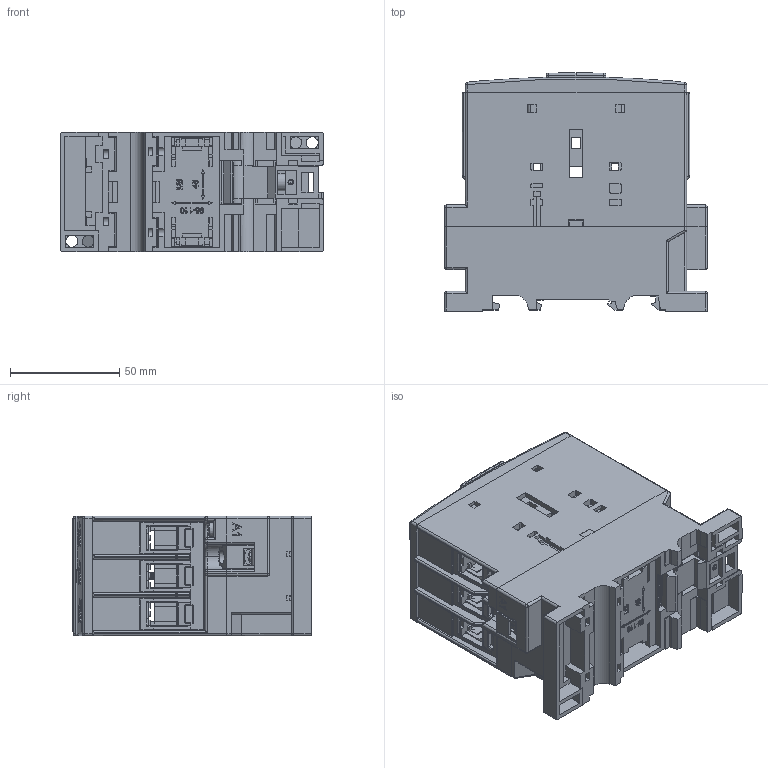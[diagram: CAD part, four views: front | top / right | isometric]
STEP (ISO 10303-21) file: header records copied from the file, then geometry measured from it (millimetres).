
FILE_DESCRIPTION (( 'STEP AP203' ), '1' );
FILE_NAME ('CNN 60.STEP', '2013-11-15T11:55:04', ( 'Dzalev Ljupco' ), ( 'RK' ), 'SwSTEP 2.0', 'SolidWorks 2011', '' );
FILE_SCHEMA (( 'CONFIG_CONTROL_DESIGN' ));
Products named in the file (1): CNN 60
Bounding box: 120.86 x 109.15 x 54.76 mm (x, y, z)
Volume: 181169.3 mm3; surface area: 170636.4 mm2
Topology: 1 solids, 1 shells, 5503 faces, 15964 edges, 10244 vertices
Faces by surface type: plane 4094, cylinder 870, bspline 370, torus 75, sphere 65, cone 29
Entity records: 195812 total; most frequent: CARTESIAN_POINT 53646, ORIENTED_EDGE 31766, DIRECTION 26750, EDGE_CURVE 15883, VECTOR 12630, LINE 12630, VERTEX_POINT 10236, AXIS2_PLACEMENT_3D 7060
